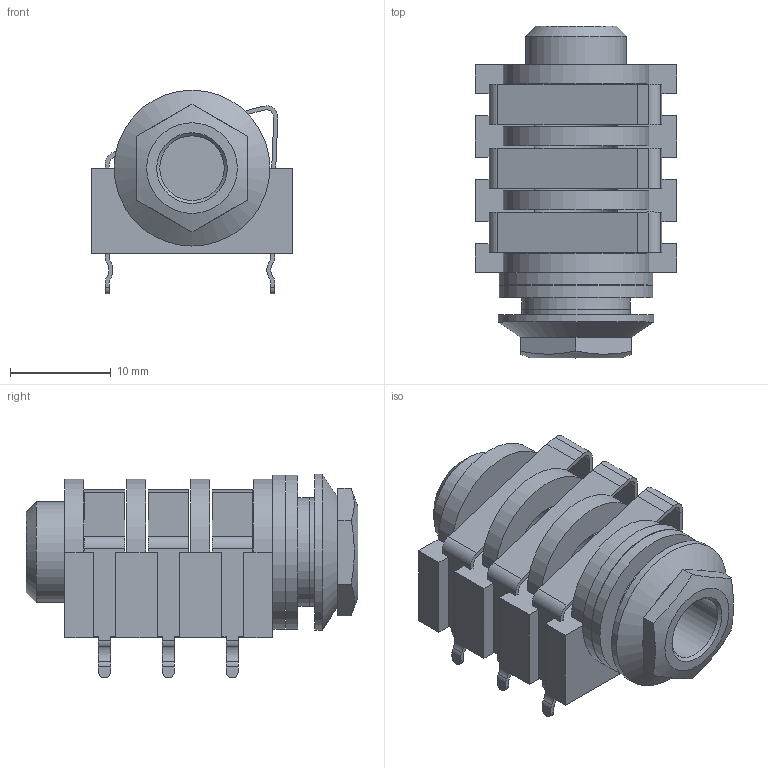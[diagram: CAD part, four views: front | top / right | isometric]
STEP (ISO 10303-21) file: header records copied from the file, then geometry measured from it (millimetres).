
FILE_DESCRIPTION(/* description */ ('Unknown'),/* implementation_level */ '2;1');
FILE_NAME(/* name */ 'NYS215',/* time_stamp */ '2025-01-24T11:09:29+02:00',/* author */ ('Unknown'),/* organization */ ('Unknown'),/* preprocessor_version */ 'ST-DEVELOPER v19.4',/* originating_system */ 'Solid Edge',/* authorisation */ 'Unknown');
FILE_SCHEMA (('AP242_MANAGED_MODEL_BASED_3D_ENGINEERING_MIM_LF { 1 0 10303 442 3 1 4 }','AUTOMOTIVE_DESIGN {1 0 10303 214 3 1 1}'));
Length unit declared in the file: millimetre
Products named in the file (1): NYS215
Bounding box: 20 x 33 x 20.25 mm (x, y, z)
Volume: 4526.5 mm3; surface area: 5035.2 mm2
Topology: 5 solids, 5 shells, 263 faces, 747 edges, 487 vertices
Faces by surface type: plane 171, cylinder 84, cone 6, bspline 2
Full cylindrical faces by diameter (mm): 6.42 x1, 8.22 x1, 8.29 x7, 9.3 x1, 10 x1, 10.8 x2, 11 x2, 15.3 x2, 15.5 x1
Entity records: 11820 total; most frequent: CARTESIAN_POINT 3504, ORIENTED_EDGE 1402, DIRECTION 1364, EDGE_CURVE 701, LINE 520, VECTOR 520, VERTEX_POINT 468, AXIS2_PLACEMENT_3D 422
